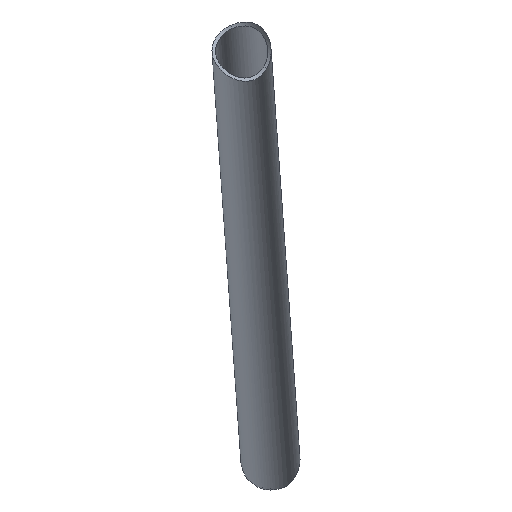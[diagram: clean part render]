
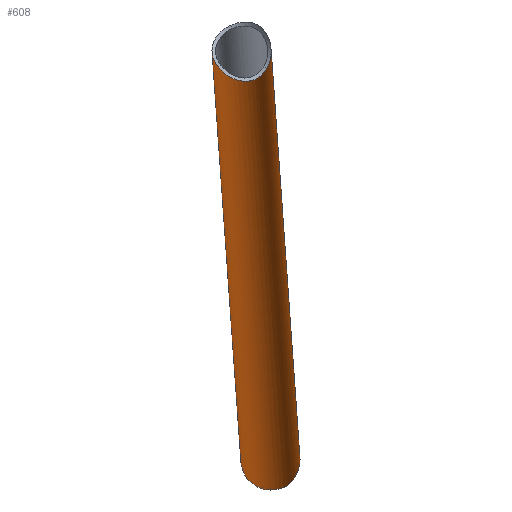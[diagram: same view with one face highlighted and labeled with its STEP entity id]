
A CAD part, left-side view. The second image highlights one B-rep face of the part: STEP entity #608.
In plain terms, the highlighted cylindrical face has radius 12.5 mm (diameter 25 mm), a partial arc.
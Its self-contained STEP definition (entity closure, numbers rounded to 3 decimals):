
#61=CARTESIAN_POINT('Vertex',(36.284,-168.06,303.)) ;
#67=CARTESIAN_POINT('Control Point',(36.284,-168.06,303.)) ;
#68=CARTESIAN_POINT('Control Point',(36.284,-167.779,303.926)) ;
#69=CARTESIAN_POINT('Control Point',(36.365,-167.581,304.878)) ;
#70=CARTESIAN_POINT('Control Point',(36.54,-167.485,305.835)) ;
#71=CARTESIAN_POINT('Control Point',(36.8,-167.49,306.768)) ;
#72=CARTESIAN_POINT('Vertex',(36.8,-167.49,306.768)) ;
#106=CARTESIAN_POINT('Vertex',(36.765,-192.494,306.639)) ;
#110=CARTESIAN_POINT('Control Point',(36.284,-191.944,303.)) ;
#111=CARTESIAN_POINT('Control Point',(36.284,-192.206,303.896)) ;
#112=CARTESIAN_POINT('Control Point',(36.36,-192.393,304.815)) ;
#113=CARTESIAN_POINT('Control Point',(36.522,-192.489,305.737)) ;
#114=CARTESIAN_POINT('Control Point',(36.765,-192.494,306.639)) ;
#115=CARTESIAN_POINT('Vertex',(36.284,-191.944,303.)) ;
#188=CARTESIAN_POINT('Line Origine',(-270.142,-186.427,392.664)) ;
#192=CARTESIAN_POINT('Vertex',(-577.98,-180.341,478.949)) ;
#195=CARTESIAN_POINT('Line Origine',(-269.647,-161.431,392.664)) ;
#199=CARTESIAN_POINT('Vertex',(-579.17,-155.312,479.421)) ;
#314=CARTESIAN_POINT('Control Point',(-579.17,-155.312,479.421)) ;
#315=CARTESIAN_POINT('Control Point',(-579.666,-155.303,478.796)) ;
#316=CARTESIAN_POINT('Control Point',(-580.164,-155.347,478.172)) ;
#317=CARTESIAN_POINT('Control Point',(-580.656,-155.445,477.548)) ;
#318=CARTESIAN_POINT('Control Point',(-581.687,-155.78,476.19)) ;
#319=CARTESIAN_POINT('Control Point',(-582.559,-156.392,474.813)) ;
#320=CARTESIAN_POINT('Control Point',(-582.958,-156.808,474.062)) ;
#321=CARTESIAN_POINT('Control Point',(-583.515,-157.856,472.505)) ;
#322=CARTESIAN_POINT('Control Point',(-583.494,-159.179,471.058)) ;
#323=CARTESIAN_POINT('Control Point',(-583.327,-159.904,470.372)) ;
#324=CARTESIAN_POINT('Control Point',(-582.898,-161.161,469.328)) ;
#325=CARTESIAN_POINT('Control Point',(-582.289,-162.474,468.464)) ;
#326=CARTESIAN_POINT('Control Point',(-582.021,-163.017,468.143)) ;
#327=CARTESIAN_POINT('Control Point',(-581.11,-164.793,467.204)) ;
#328=CARTESIAN_POINT('Control Point',(-580.092,-166.662,466.585)) ;
#329=CARTESIAN_POINT('Control Point',(-579.388,-167.997,466.319)) ;
#330=CARTESIAN_POINT('Control Point',(-578.32,-170.162,466.21)) ;
#331=CARTESIAN_POINT('Control Point',(-577.429,-172.338,466.677)) ;
#332=CARTESIAN_POINT('Control Point',(-577.137,-173.123,466.93)) ;
#333=CARTESIAN_POINT('Control Point',(-576.569,-174.864,467.705)) ;
#334=CARTESIAN_POINT('Control Point',(-576.255,-176.426,468.912)) ;
#335=CARTESIAN_POINT('Control Point',(-576.173,-177.212,469.715)) ;
#336=CARTESIAN_POINT('Control Point',(-576.181,-177.886,470.607)) ;
#337=CARTESIAN_POINT('Control Point',(-576.265,-178.449,471.557)) ;
#338=CARTESIAN_POINT('Vertex',(-576.265,-178.449,471.557)) ;
#384=CARTESIAN_POINT('Control Point',(-577.98,-180.341,478.949)) ;
#385=CARTESIAN_POINT('Control Point',(-577.38,-180.353,477.06)) ;
#386=CARTESIAN_POINT('Control Point',(-576.824,-180.076,475.159)) ;
#387=CARTESIAN_POINT('Control Point',(-576.414,-179.456,473.258)) ;
#388=CARTESIAN_POINT('Control Point',(-576.265,-178.449,471.557)) ;
#418=CARTESIAN_POINT('Vertex',(38.349,-187.318,295.682)) ;
#430=CARTESIAN_POINT('Control Point',(38.349,-187.318,295.682)) ;
#431=CARTESIAN_POINT('Control Point',(37.659,-188.562,296.806)) ;
#432=CARTESIAN_POINT('Control Point',(37.038,-189.672,298.118)) ;
#433=CARTESIAN_POINT('Control Point',(36.555,-190.651,299.601)) ;
#434=CARTESIAN_POINT('Control Point',(36.284,-191.433,301.261)) ;
#435=CARTESIAN_POINT('Control Point',(36.284,-191.944,303.)) ;
#459=CARTESIAN_POINT('Control Point',(38.349,-187.318,295.682)) ;
#460=CARTESIAN_POINT('Control Point',(37.407,-185.783,294.823)) ;
#461=CARTESIAN_POINT('Control Point',(36.668,-183.994,294.185)) ;
#462=CARTESIAN_POINT('Control Point',(36.284,-181.995,293.854)) ;
#463=CARTESIAN_POINT('Control Point',(36.284,-180.,293.862)) ;
#464=CARTESIAN_POINT('Vertex',(36.284,-180.,293.862)) ;
#486=CARTESIAN_POINT('Vertex',(36.756,-176.395,294.298)) ;
#496=CARTESIAN_POINT('Control Point',(36.756,-176.395,294.298)) ;
#497=CARTESIAN_POINT('Control Point',(36.448,-177.549,294.016)) ;
#498=CARTESIAN_POINT('Control Point',(36.284,-178.773,293.867)) ;
#499=CARTESIAN_POINT('Control Point',(36.284,-180.,293.862)) ;
#515=CARTESIAN_POINT('Vertex',(36.906,-170.037,298.873)) ;
#519=CARTESIAN_POINT('Control Point',(36.284,-168.06,303.)) ;
#520=CARTESIAN_POINT('Control Point',(36.284,-168.397,301.889)) ;
#521=CARTESIAN_POINT('Control Point',(36.402,-168.857,300.814)) ;
#522=CARTESIAN_POINT('Control Point',(36.617,-169.41,299.807)) ;
#523=CARTESIAN_POINT('Control Point',(36.906,-170.037,298.873)) ;
#574=CARTESIAN_POINT('Axis2P3D Location',(-269.894,-173.929,392.664)) ;
#580=CARTESIAN_POINT('Control Point',(36.906,-170.037,298.873)) ;
#581=CARTESIAN_POINT('Control Point',(36.597,-170.666,298.089)) ;
#582=CARTESIAN_POINT('Control Point',(36.385,-171.394,297.345)) ;
#583=CARTESIAN_POINT('Control Point',(36.284,-172.203,296.667)) ;
#584=CARTESIAN_POINT('Control Point',(36.284,-173.067,296.067)) ;
#585=CARTESIAN_POINT('Vertex',(36.284,-173.067,296.067)) ;
#589=CARTESIAN_POINT('Control Point',(36.756,-176.395,294.298)) ;
#590=CARTESIAN_POINT('Control Point',(36.454,-175.243,294.746)) ;
#591=CARTESIAN_POINT('Control Point',(36.284,-174.111,295.341)) ;
#592=CARTESIAN_POINT('Control Point',(36.284,-173.067,296.067)) ;
#189=DIRECTION('Vector Direction',(0.963,-0.019,-0.27)) ;
#196=DIRECTION('Vector Direction',(0.963,-0.019,-0.27)) ;
#575=DIRECTION('Axis2P3D Direction',(0.963,-0.019,-0.27)) ;
#576=DIRECTION('Axis2P3D XDirection',(-0.02,-1.,0.)) ;
#577=AXIS2_PLACEMENT_3D('Cylinder Axis2P3D',#574,#575,#576) ;
#595=ORIENTED_EDGE('',*,*,#500,.T.) ;
#596=ORIENTED_EDGE('',*,*,#466,.F.) ;
#597=ORIENTED_EDGE('',*,*,#436,.T.) ;
#598=ORIENTED_EDGE('',*,*,#117,.T.) ;
#599=ORIENTED_EDGE('',*,*,#194,.F.) ;
#600=ORIENTED_EDGE('',*,*,#389,.T.) ;
#601=ORIENTED_EDGE('',*,*,#340,.F.) ;
#602=ORIENTED_EDGE('',*,*,#201,.T.) ;
#603=ORIENTED_EDGE('',*,*,#74,.F.) ;
#604=ORIENTED_EDGE('',*,*,#524,.T.) ;
#605=ORIENTED_EDGE('',*,*,#587,.T.) ;
#606=ORIENTED_EDGE('',*,*,#593,.F.) ;
#190=VECTOR('Line Direction',#189,1.) ;
#197=VECTOR('Line Direction',#196,1.) ;
#608=ADVANCED_FACE('Corps principal',(#607),#578,.T.) ;
#66=B_SPLINE_CURVE_WITH_KNOTS('',4,(#67,#68,#69,#70,#71),.UNSPECIFIED.,.F.,.U.,(5,5),(0.,5.476),.UNSPECIFIED.) ;
#109=B_SPLINE_CURVE_WITH_KNOTS('',4,(#110,#111,#112,#113,#114),.UNSPECIFIED.,.F.,.U.,(5,5),(0.,5.282),.UNSPECIFIED.) ;
#313=B_SPLINE_CURVE_WITH_KNOTS('',5,(#314,#315,#316,#317,#318,#319,#320,#321,#322,#323,#324,#325,#326,#327,#328,#329,#330,#331,#332,#333,#334,#335,#336,#337),.UNSPECIFIED.,.F.,.U.,(6,3,3,3,3,3,3,6),(0.,5.641,12.247,19.303,24.141,34.883,41.017,48.852),.UNSPECIFIED.) ;
#383=B_SPLINE_CURVE_WITH_KNOTS('',4,(#384,#385,#386,#387,#388),.UNSPECIFIED.,.F.,.U.,(5,5),(0.,11.213),.UNSPECIFIED.) ;
#429=B_SPLINE_CURVE_WITH_KNOTS('',5,(#430,#431,#432,#433,#434,#435),.UNSPECIFIED.,.F.,.U.,(6,6),(37.075,49.893),.UNSPECIFIED.) ;
#458=B_SPLINE_CURVE_WITH_KNOTS('',4,(#459,#460,#461,#462,#463),.UNSPECIFIED.,.F.,.U.,(5,5),(12.523,23.809),.UNSPECIFIED.) ;
#495=B_SPLINE_CURVE_WITH_KNOTS('',3,(#496,#497,#498,#499),.UNSPECIFIED.,.F.,.U.,(4,4),(23.505,28.71),.UNSPECIFIED.) ;
#518=B_SPLINE_CURVE_WITH_KNOTS('',4,(#519,#520,#521,#522,#523),.UNSPECIFIED.,.F.,.U.,(5,5),(0.,6.57),.UNSPECIFIED.) ;
#579=B_SPLINE_CURVE_WITH_KNOTS('',4,(#580,#581,#582,#583,#584),.UNSPECIFIED.,.F.,.U.,(5,5),(11.959,17.908),.UNSPECIFIED.) ;
#588=B_SPLINE_CURVE_WITH_KNOTS('',3,(#589,#590,#591,#592),.UNSPECIFIED.,.F.,.U.,(4,4),(4.942,10.34),.UNSPECIFIED.) ;
#578=CYLINDRICAL_SURFACE('generated cylinder',#577,12.5) ;
#74=EDGE_CURVE('',#62,#73,#66,.T.) ;
#117=EDGE_CURVE('',#116,#107,#109,.T.) ;
#194=EDGE_CURVE('',#193,#107,#191,.T.) ;
#201=EDGE_CURVE('',#200,#73,#198,.T.) ;
#340=EDGE_CURVE('',#200,#339,#313,.T.) ;
#389=EDGE_CURVE('',#193,#339,#383,.T.) ;
#436=EDGE_CURVE('',#419,#116,#429,.T.) ;
#466=EDGE_CURVE('',#419,#465,#458,.T.) ;
#500=EDGE_CURVE('',#487,#465,#495,.T.) ;
#524=EDGE_CURVE('',#62,#516,#518,.T.) ;
#587=EDGE_CURVE('',#516,#586,#579,.T.) ;
#593=EDGE_CURVE('',#487,#586,#588,.T.) ;
#594=EDGE_LOOP('',(#595,#596,#597,#598,#599,#600,#601,#602,#603,#604,#605,#606)) ;
#607=FACE_OUTER_BOUND('',#594,.T.) ;
#191=LINE('Line',#188,#190) ;
#198=LINE('Line',#195,#197) ;
#62=VERTEX_POINT('',#61) ;
#73=VERTEX_POINT('',#72) ;
#107=VERTEX_POINT('',#106) ;
#116=VERTEX_POINT('',#115) ;
#193=VERTEX_POINT('',#192) ;
#200=VERTEX_POINT('',#199) ;
#339=VERTEX_POINT('',#338) ;
#419=VERTEX_POINT('',#418) ;
#465=VERTEX_POINT('',#464) ;
#487=VERTEX_POINT('',#486) ;
#516=VERTEX_POINT('',#515) ;
#586=VERTEX_POINT('',#585) ;
